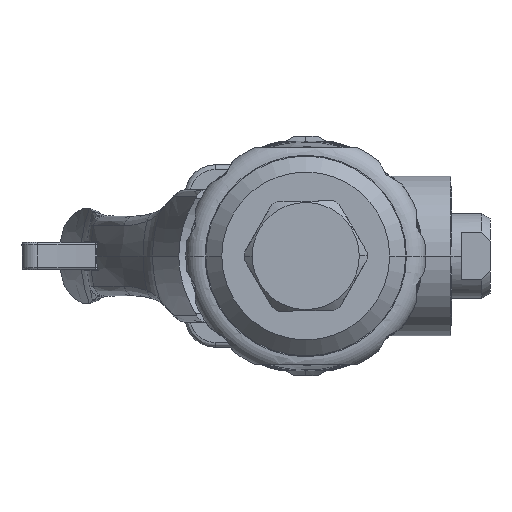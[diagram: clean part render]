
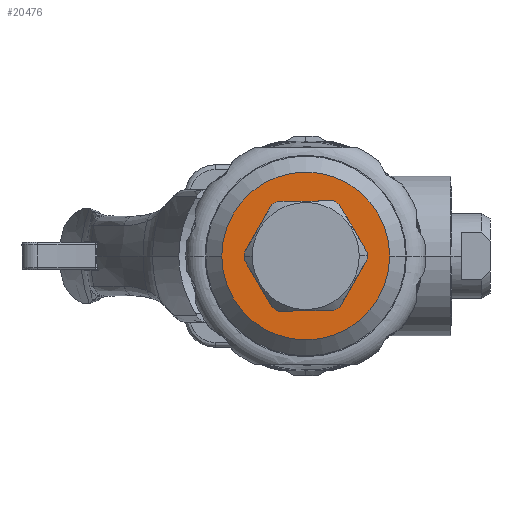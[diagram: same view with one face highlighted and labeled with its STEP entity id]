
A CAD part, left-side view. The second image highlights one B-rep face of the part: STEP entity #20476.
In plain terms, the highlighted planar face has unit normal (-1, 0, 0).
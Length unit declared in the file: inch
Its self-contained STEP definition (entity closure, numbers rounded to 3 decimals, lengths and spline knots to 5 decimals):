
#20416=CARTESIAN_POINT('',(-4.13,0.,0.));
#20417=DIRECTION('',(-1.,0.,0.));
#20418=DIRECTION('',(0.,1.,0.));
#20419=AXIS2_PLACEMENT_3D('',#20416,#20417,#20418);
#20448=CARTESIAN_POINT('',(-4.13,0.,0.));
#20449=DIRECTION('',(1.,0.,0.));
#20450=DIRECTION('',(0.,1.,0.));
#20451=AXIS2_PLACEMENT_3D('',#20448,#20449,#20450);
#20461=CARTESIAN_POINT('',(-4.13,0.525,0.));
#20462=CARTESIAN_POINT('',(-4.13,-0.525,0.));
#20463=VERTEX_POINT('',#20461);
#20464=VERTEX_POINT('',#20462);
#20465=CARTESIAN_POINT('',(-4.13,0.,0.));
#20466=DIRECTION('',(-1.,0.,0.));
#20467=DIRECTION('',(0.,-1.,0.));
#20468=AXIS2_PLACEMENT_3D('',#20465,#20466,#20467);
#20469=PLANE('',#20468);
#20471=ORIENTED_EDGE('',*,*,#20470,.F.);
#20473=ORIENTED_EDGE('',*,*,#20472,.T.);
#20474=EDGE_LOOP('',(#20471,#20473));
#20475=FACE_OUTER_BOUND('',#20474,.F.);
#20476=ADVANCED_FACE('',(#20475),#20469,.T.);
#20420=CIRCLE('',#20419,0.525);
#20452=CIRCLE('',#20451,0.525);
#20470=EDGE_CURVE('',#20463,#20464,#20420,.T.);
#20472=EDGE_CURVE('',#20463,#20464,#20452,.T.);
